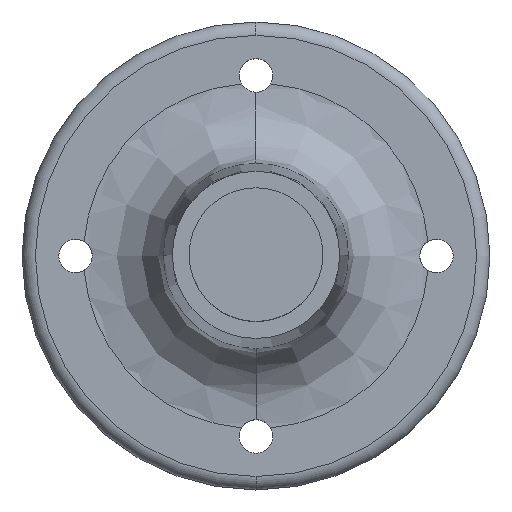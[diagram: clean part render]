
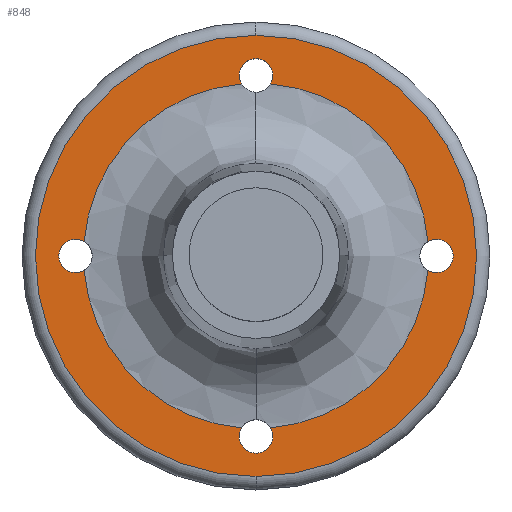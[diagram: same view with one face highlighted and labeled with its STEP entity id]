
A CAD part, top view. The second image highlights one B-rep face of the part: STEP entity #848.
In plain terms, the highlighted planar face has unit normal (0, 0, 1).
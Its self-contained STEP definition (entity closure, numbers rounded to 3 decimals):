
#181=CARTESIAN_POINT('',(0.0,-32.999,9.));
#182=VERTEX_POINT('',#181);
#192=CARTESIAN_POINT('',(-32.999,0.0,9.));
#193=VERTEX_POINT('',#192);
#194=CARTESIAN_POINT('',(0.0,0.0,9.));
#195=DIRECTION('',(0.0,0.0,1.0));
#196=DIRECTION('',(-1.0,0.0,0.0));
#197=AXIS2_PLACEMENT_3D('',#194,#195,#196);
#198=CIRCLE('',#197,32.999);
#199=EDGE_CURVE('',#193,#182,#198,.T.);
#201=CARTESIAN_POINT('',(0.,32.999,9.));
#202=VERTEX_POINT('',#201);
#203=CARTESIAN_POINT('',(0.0,0.0,9.));
#204=DIRECTION('',(0.0,0.0,1.0));
#205=DIRECTION('',(-1.0,0.0,0.0));
#206=AXIS2_PLACEMENT_3D('',#203,#204,#205);
#207=CIRCLE('',#206,32.999);
#208=EDGE_CURVE('',#202,#193,#207,.T.);
#328=CARTESIAN_POINT('',(-2.5,-27.0,9.));
#329=VERTEX_POINT('',#328);
#345=CARTESIAN_POINT('',(2.5,-27.0,9.));
#346=VERTEX_POINT('',#345);
#353=CARTESIAN_POINT('',(2.153,-25.73,9.));
#354=VERTEX_POINT('',#353);
#355=CARTESIAN_POINT('',(0.0,-27.0,9.));
#356=DIRECTION('',(0.0,0.0,-1.0));
#357=DIRECTION('',(-1.0,0.0,0.0));
#358=AXIS2_PLACEMENT_3D('',#355,#356,#357);
#359=CIRCLE('',#358,2.5);
#360=EDGE_CURVE('',#354,#346,#359,.T.);
#377=CARTESIAN_POINT('',(-2.153,-25.73,9.));
#378=VERTEX_POINT('',#377);
#392=CARTESIAN_POINT('',(0.0,-27.0,9.));
#393=DIRECTION('',(0.0,0.0,-1.0));
#394=DIRECTION('',(-1.0,0.0,0.0));
#395=AXIS2_PLACEMENT_3D('',#392,#393,#394);
#396=CIRCLE('',#395,2.5);
#397=EDGE_CURVE('',#329,#378,#396,.T.);
#465=CARTESIAN_POINT('',(25.73,-2.153,9.));
#466=VERTEX_POINT('',#465);
#467=CARTESIAN_POINT('',(0.0,0.0,9.));
#468=DIRECTION('',(0.0,0.0,1.0));
#469=DIRECTION('',(-1.0,0.0,0.0));
#470=AXIS2_PLACEMENT_3D('',#467,#468,#469);
#471=CIRCLE('',#470,25.82);
#472=EDGE_CURVE('',#354,#466,#471,.T.);
#474=CARTESIAN_POINT('',(25.73,2.153,9.));
#475=VERTEX_POINT('',#474);
#495=CARTESIAN_POINT('',(2.153,25.73,9.));
#496=VERTEX_POINT('',#495);
#497=CARTESIAN_POINT('',(0.0,0.0,9.));
#498=DIRECTION('',(0.0,0.0,1.0));
#499=DIRECTION('',(-1.0,0.0,0.0));
#500=AXIS2_PLACEMENT_3D('',#497,#498,#499);
#501=CIRCLE('',#500,25.82);
#502=EDGE_CURVE('',#475,#496,#501,.T.);
#544=CARTESIAN_POINT('',(27.0,-2.5,9.));
#545=VERTEX_POINT('',#544);
#561=CARTESIAN_POINT('',(27.0,2.5,9.));
#562=VERTEX_POINT('',#561);
#569=CARTESIAN_POINT('',(27.0,0.0,9.));
#570=DIRECTION('',(0.0,0.0,-1.0));
#571=DIRECTION('',(0.0,-1.0,0.0));
#572=AXIS2_PLACEMENT_3D('',#569,#570,#571);
#573=CIRCLE('',#572,2.5);
#574=EDGE_CURVE('',#475,#562,#573,.T.);
#577=CARTESIAN_POINT('',(27.0,0.0,9.));
#578=DIRECTION('',(0.0,0.0,-1.0));
#579=DIRECTION('',(0.0,-1.0,0.0));
#580=AXIS2_PLACEMENT_3D('',#577,#578,#579);
#581=CIRCLE('',#580,2.5);
#582=EDGE_CURVE('',#545,#466,#581,.T.);
#594=CARTESIAN_POINT('',(2.5,27.0,9.));
#595=VERTEX_POINT('',#594);
#611=CARTESIAN_POINT('',(-2.5,27.0,9.));
#612=VERTEX_POINT('',#611);
#619=CARTESIAN_POINT('',(-2.153,25.73,9.));
#620=VERTEX_POINT('',#619);
#621=CARTESIAN_POINT('',(0.,27.0,9.));
#622=DIRECTION('',(0.0,0.0,-1.0));
#623=DIRECTION('',(1.0,0.0,0.0));
#624=AXIS2_PLACEMENT_3D('',#621,#622,#623);
#625=CIRCLE('',#624,2.5);
#626=EDGE_CURVE('',#620,#612,#625,.T.);
#642=CARTESIAN_POINT('',(0.,27.0,9.));
#643=DIRECTION('',(0.0,0.0,-1.0));
#644=DIRECTION('',(1.0,0.0,0.0));
#645=AXIS2_PLACEMENT_3D('',#642,#643,#644);
#646=CIRCLE('',#645,2.5);
#647=EDGE_CURVE('',#595,#496,#646,.T.);
#659=CARTESIAN_POINT('',(-27.0,2.5,9.));
#660=VERTEX_POINT('',#659);
#676=CARTESIAN_POINT('',(-27.0,-2.5,9.));
#677=VERTEX_POINT('',#676);
#684=CARTESIAN_POINT('',(-25.73,-2.153,9.));
#685=VERTEX_POINT('',#684);
#686=CARTESIAN_POINT('',(-27.0,0.0,9.));
#687=DIRECTION('',(0.0,0.0,-1.0));
#688=DIRECTION('',(0.0,1.0,0.0));
#689=AXIS2_PLACEMENT_3D('',#686,#687,#688);
#690=CIRCLE('',#689,2.5);
#691=EDGE_CURVE('',#685,#677,#690,.T.);
#693=CARTESIAN_POINT('',(-25.73,2.153,9.));
#694=VERTEX_POINT('',#693);
#714=CARTESIAN_POINT('',(-27.0,0.0,9.));
#715=DIRECTION('',(0.0,0.0,-1.0));
#716=DIRECTION('',(0.0,1.0,0.0));
#717=AXIS2_PLACEMENT_3D('',#714,#715,#716);
#718=CIRCLE('',#717,2.5);
#719=EDGE_CURVE('',#660,#694,#718,.T.);
#730=CARTESIAN_POINT('',(-27.0,0.0,9.));
#731=DIRECTION('',(0.0,0.0,-1.0));
#732=DIRECTION('',(0.0,1.0,0.0));
#733=AXIS2_PLACEMENT_3D('',#730,#731,#732);
#734=CIRCLE('',#733,2.5);
#735=EDGE_CURVE('',#677,#660,#734,.T.);
#754=CARTESIAN_POINT('',(0.,27.0,9.));
#755=DIRECTION('',(0.0,0.0,-1.0));
#756=DIRECTION('',(1.0,0.0,0.0));
#757=AXIS2_PLACEMENT_3D('',#754,#755,#756);
#758=CIRCLE('',#757,2.5);
#759=EDGE_CURVE('',#612,#595,#758,.T.);
#778=CARTESIAN_POINT('',(27.0,0.0,9.));
#779=DIRECTION('',(0.0,0.0,-1.0));
#780=DIRECTION('',(0.0,-1.0,0.0));
#781=AXIS2_PLACEMENT_3D('',#778,#779,#780);
#782=CIRCLE('',#781,2.5);
#783=EDGE_CURVE('',#562,#545,#782,.T.);
#796=CARTESIAN_POINT('',(-29.409,0.0,9.));
#797=DIRECTION('',(0.0,0.0,1.0));
#798=DIRECTION('',(0.0,-1.0,0.0));
#799=AXIS2_PLACEMENT_3D('',#796,#797,#798);
#800=PLANE('',#799);
#801=ORIENTED_EDGE('',*,*,#199,.T.);
#802=CARTESIAN_POINT('',(0.0,0.0,9.));
#803=DIRECTION('',(0.0,0.0,1.0));
#804=DIRECTION('',(-1.0,0.0,0.0));
#805=AXIS2_PLACEMENT_3D('',#802,#803,#804);
#806=CIRCLE('',#805,32.999);
#807=EDGE_CURVE('',#182,#202,#806,.T.);
#808=ORIENTED_EDGE('',*,*,#807,.T.);
#809=ORIENTED_EDGE('',*,*,#208,.T.);
#810=EDGE_LOOP('',(#801,#808,#809));
#811=FACE_OUTER_BOUND('',#810,.T.);
#812=ORIENTED_EDGE('',*,*,#691,.T.);
#813=ORIENTED_EDGE('',*,*,#735,.T.);
#814=ORIENTED_EDGE('',*,*,#719,.T.);
#815=CARTESIAN_POINT('',(0.0,0.0,9.));
#816=DIRECTION('',(0.0,0.0,1.0));
#817=DIRECTION('',(-1.0,0.0,0.0));
#818=AXIS2_PLACEMENT_3D('',#815,#816,#817);
#819=CIRCLE('',#818,25.82);
#820=EDGE_CURVE('',#620,#694,#819,.T.);
#821=ORIENTED_EDGE('',*,*,#820,.F.);
#822=ORIENTED_EDGE('',*,*,#626,.T.);
#823=ORIENTED_EDGE('',*,*,#759,.T.);
#824=ORIENTED_EDGE('',*,*,#647,.T.);
#825=ORIENTED_EDGE('',*,*,#502,.F.);
#826=ORIENTED_EDGE('',*,*,#574,.T.);
#827=ORIENTED_EDGE('',*,*,#783,.T.);
#828=ORIENTED_EDGE('',*,*,#582,.T.);
#829=ORIENTED_EDGE('',*,*,#472,.F.);
#830=ORIENTED_EDGE('',*,*,#360,.T.);
#831=CARTESIAN_POINT('',(0.0,-27.0,9.));
#832=DIRECTION('',(0.0,0.0,-1.0));
#833=DIRECTION('',(-1.0,0.0,0.0));
#834=AXIS2_PLACEMENT_3D('',#831,#832,#833);
#835=CIRCLE('',#834,2.5);
#836=EDGE_CURVE('',#346,#329,#835,.T.);
#837=ORIENTED_EDGE('',*,*,#836,.T.);
#838=ORIENTED_EDGE('',*,*,#397,.T.);
#839=CARTESIAN_POINT('',(0.0,0.0,9.));
#840=DIRECTION('',(0.0,0.0,1.0));
#841=DIRECTION('',(-1.0,0.0,0.0));
#842=AXIS2_PLACEMENT_3D('',#839,#840,#841);
#843=CIRCLE('',#842,25.82);
#844=EDGE_CURVE('',#685,#378,#843,.T.);
#845=ORIENTED_EDGE('',*,*,#844,.F.);
#846=EDGE_LOOP('',(#812,#813,#814,#821,#822,#823,#824,#825,#826,#827,#828,#829,#830,#837,#838,#845));
#847=FACE_BOUND('',#846,.T.);
#848=ADVANCED_FACE('',(#811,#847),#800,.T.);
